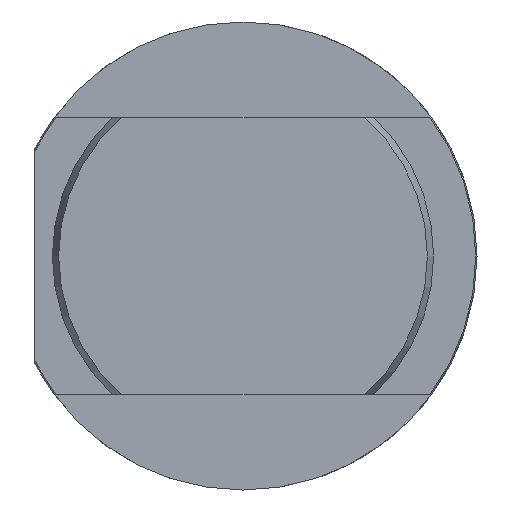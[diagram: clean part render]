
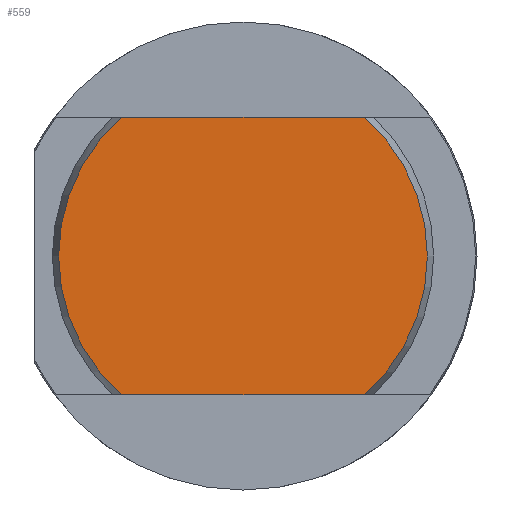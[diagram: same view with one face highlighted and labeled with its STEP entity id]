
A CAD part, left-side view. The second image highlights one B-rep face of the part: STEP entity #559.
In plain terms, the highlighted planar face has unit normal (-1, 0, 0).
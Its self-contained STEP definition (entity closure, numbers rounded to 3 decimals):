
#76 = EDGE_CURVE ( 'NONE', #2046, #2048, #367, .T. ) ;
#88 = EDGE_CURVE ( 'NONE', #2046, #2034, #330, .T. ) ;
#89 = EDGE_CURVE ( 'NONE', #2025, #2034, #357, .T. ) ;
#90 = EDGE_CURVE ( 'NONE', #2025, #2048, #360, .T. ) ;
#319 = AXIS2_PLACEMENT_3D ( 'NONE', #877, #882, #883 ) ;
#330 = LINE ( 'NONE', #922, #362 ) ;
#347 = VECTOR ( 'NONE', #928, 1000. ) ;
#357 = CIRCLE ( 'NONE', #2018, 10.636 ) ;
#360 = LINE ( 'NONE', #927, #347 ) ;
#362 = VECTOR ( 'NONE', #923, 1000. ) ;
#367 = CIRCLE ( 'NONE', #319, 10.636 ) ;
#559 = ADVANCED_FACE ( 'NONE', ( #3856 ), #1800, .F. ) ;
#877 = CARTESIAN_POINT ( 'NONE',  ( 0., 0., 0. ) ) ;
#882 = DIRECTION ( 'NONE',  ( -1., 0., 0. ) ) ;
#883 = DIRECTION ( 'NONE',  ( 0., 0., -1. ) ) ;
#913 = CARTESIAN_POINT ( 'NONE',  ( 0., 0., 0. ) ) ;
#922 = CARTESIAN_POINT ( 'NONE',  ( 0., 12.75, -8. ) ) ;
#923 = DIRECTION ( 'NONE',  ( 0., 1., 0. ) ) ;
#925 = DIRECTION ( 'NONE',  ( -1., 0., 0. ) ) ;
#926 = DIRECTION ( 'NONE',  ( 0., 0., -1. ) ) ;
#927 = CARTESIAN_POINT ( 'NONE',  ( 0., 12.75, 8. ) ) ;
#928 = DIRECTION ( 'NONE',  ( 0., -1., 0. ) ) ;
#1799 = CARTESIAN_POINT ( 'NONE',  ( 0., 0., 0. ) ) ;
#1800 = PLANE ( 'NONE',  #3401 ) ;
#1802 = DIRECTION ( 'NONE',  ( 1., 0., 0. ) ) ;
#1803 = DIRECTION ( 'NONE',  ( 0., 0., -1. ) ) ;
#1919 = EDGE_LOOP ( 'NONE', ( #2962, #2961, #2960, #2959 ) ) ;
#2018 = AXIS2_PLACEMENT_3D ( 'NONE', #913, #925, #926 ) ;
#2025 = VERTEX_POINT ( 'NONE', #2382 ) ;
#2034 = VERTEX_POINT ( 'NONE', #2391 ) ;
#2046 = VERTEX_POINT ( 'NONE', #2402 ) ;
#2048 = VERTEX_POINT ( 'NONE', #2404 ) ;
#2382 = CARTESIAN_POINT ( 'NONE',  ( 0., 7.009, 8. ) ) ;
#2391 = CARTESIAN_POINT ( 'NONE',  ( 0., 7.009, -8. ) ) ;
#2402 = CARTESIAN_POINT ( 'NONE',  ( 0., -7.009, -8. ) ) ;
#2404 = CARTESIAN_POINT ( 'NONE',  ( 0., -7.009, 8. ) ) ;
#2959 = ORIENTED_EDGE ( 'NONE', *, *, #90, .F. ) ;
#2960 = ORIENTED_EDGE ( 'NONE', *, *, #76, .T. ) ;
#2961 = ORIENTED_EDGE ( 'NONE', *, *, #88, .F. ) ;
#2962 = ORIENTED_EDGE ( 'NONE', *, *, #89, .T. ) ;
#3401 = AXIS2_PLACEMENT_3D ( 'NONE', #1799, #1802, #1803 ) ;
#3856 = FACE_OUTER_BOUND ( 'NONE', #1919, .T. ) ;
